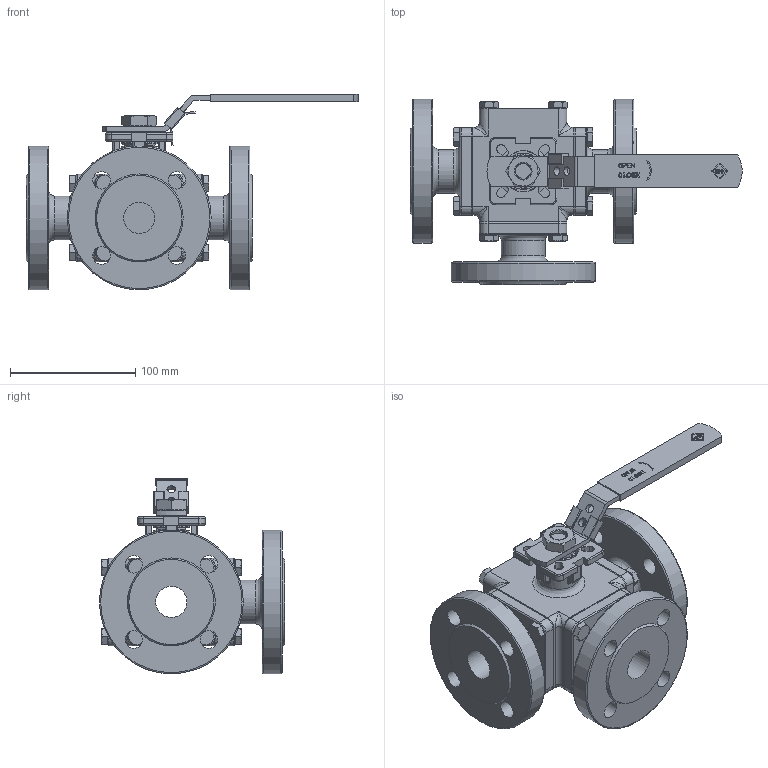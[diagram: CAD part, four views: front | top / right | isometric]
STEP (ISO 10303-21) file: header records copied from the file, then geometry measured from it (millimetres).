
FILE_DESCRIPTION((''),'2;1');
FILE_NAME('640E-25-00.stp','2010-08-11T11:48:38',('edu'),(''),'Autodesk Inventor 2010','Autodesk Inventor 2010','');
FILE_SCHEMA(('AUTOMOTIVE_DESIGN { 1 0 10303 214 1 1 1 1 }'));
Length unit declared in the file: millimetre
Products named in the file (1): ENG-005865
Bounding box: 265.42 x 148 x 156.5 mm (x, y, z)
Volume: 924999.1 mm3; surface area: 215003.8 mm2
Topology: 3 solids, 28 shells, 1560 faces, 3984 edges, 2504 vertices
Faces by surface type: plane 725, cylinder 365, bspline 226, cone 171, torus 73
Full cylindrical faces by diameter (mm): 7.323 x16, 8 x16, 11.4 x16, 12 x1, 14.288 x2, 15 x2, 15.6 x3, 17.2 x1, 22 x1, 23.5 x1, 24 x1, 25 x3, 29 x2, 32 x1, 33 x1, 35 x3, 56 x4, 57 x4, 115 x3
Entity records: 52826 total; most frequent: CARTESIAN_POINT 16780, ORIENTED_EDGE 7372, DIRECTION 6696, EDGE_CURVE 3686, VERTEX_POINT 2411, AXIS2_PLACEMENT_3D 2402, EDGE_LOOP 1919, VECTOR 1892
